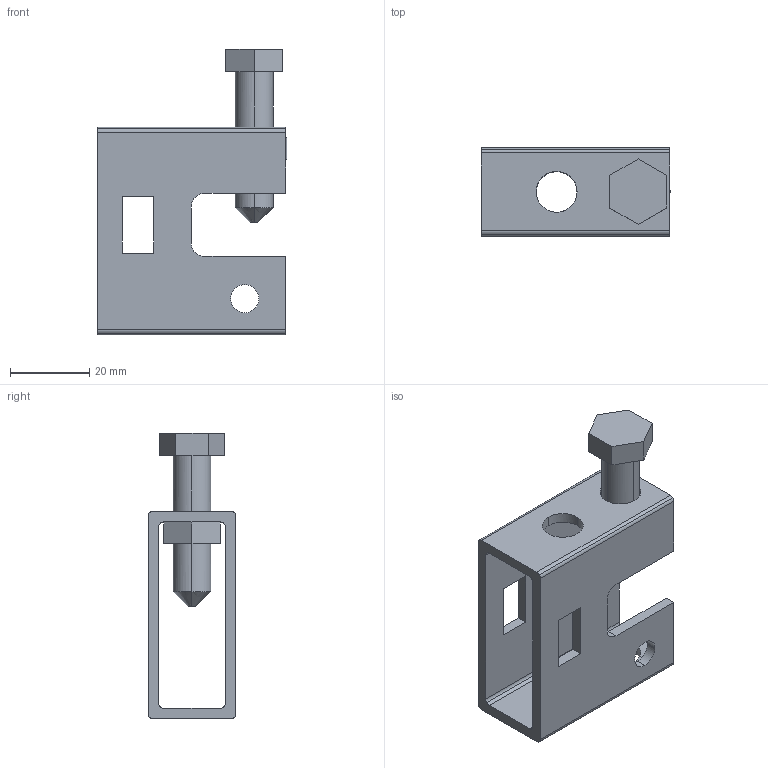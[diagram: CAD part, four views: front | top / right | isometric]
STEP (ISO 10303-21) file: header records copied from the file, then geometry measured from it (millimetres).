
FILE_DESCRIPTION(('TurboCAD Mac Pro'),'Build 980');
FILE_NAME('P2675.stp',' ',(''),(''),'ACIS Interop','IMSI','TurboCAD Mac Pro BY IMSI, INCORPORATED');
FILE_SCHEMA(('automotive_design'));
Length unit declared in the file: inch
Products named in the file (3): 1; 2; 3
Bounding box: 47.95 x 22.23 x 72.15 mm (x, y, z)
Volume: 18422.2 mm3; surface area: 14208.8 mm2
Topology: 3 solids, 3 shells, 94 faces, 260 edges, 172 vertices
Faces by surface type: plane 42, bspline 36, cylinder 16
Entity records: 5554 total; most frequent: CARTESIAN_POINT 1245, ORIENTED_EDGE 520, STYLED_ITEM 349, PRESENTATION_STYLE_ASSIGNMENT 349, COLOUR_RGB 349, DIRECTION 346, EDGE_CURVE 260, CURVE_STYLE 252
